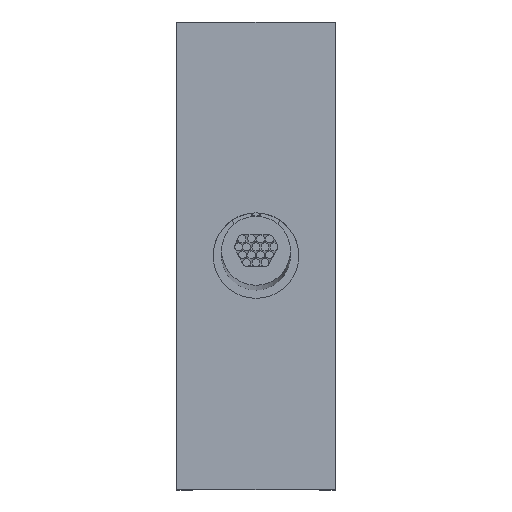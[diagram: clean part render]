
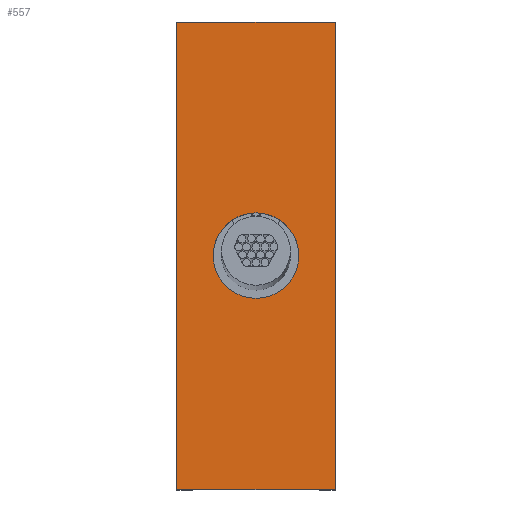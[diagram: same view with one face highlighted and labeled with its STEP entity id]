
A CAD part, top view. The second image highlights one B-rep face of the part: STEP entity #557.
In plain terms, the highlighted face is planar.
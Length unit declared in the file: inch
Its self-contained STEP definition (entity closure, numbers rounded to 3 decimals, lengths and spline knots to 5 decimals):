
#13=DIRECTION('',(0.,-1.,0.));
#14=VECTOR('',#13,0.59);
#15=CARTESIAN_POINT('',(0.,0.59,-0.1));
#16=LINE('',#15,#14);
#51=DIRECTION('',(0.,0.,1.));
#52=VECTOR('',#51,0.2);
#53=CARTESIAN_POINT('',(0.,0.,-0.1));
#54=LINE('',#53,#52);
#129=DIRECTION('',(0.,-1.,0.));
#130=VECTOR('',#129,0.59);
#131=CARTESIAN_POINT('',(0.,0.59,0.1));
#132=LINE('',#131,#130);
#171=DIRECTION('',(0.,0.,1.));
#172=VECTOR('',#171,0.2);
#173=CARTESIAN_POINT('',(0.,0.59,-0.1));
#174=LINE('',#173,#172);
#175=CARTESIAN_POINT('',(0.,0.295,0.));
#176=DIRECTION('',(-1.,0.,0.));
#177=DIRECTION('',(0.,0.,1.));
#178=AXIS2_PLACEMENT_3D('',#175,#176,#177);
#180=CARTESIAN_POINT('',(0.,0.295,0.));
#181=DIRECTION('',(-1.,0.,0.));
#182=DIRECTION('',(0.,0.,-1.));
#183=AXIS2_PLACEMENT_3D('',#180,#181,#182);
#274=CARTESIAN_POINT('',(0.,0.,-0.1));
#276=VERTEX_POINT('',#274);
#280=CARTESIAN_POINT('',(0.,0.59,-0.1));
#281=VERTEX_POINT('',#280);
#282=CARTESIAN_POINT('',(0.,0.,0.1));
#284=VERTEX_POINT('',#282);
#288=CARTESIAN_POINT('',(0.,0.59,0.1));
#289=VERTEX_POINT('',#288);
#318=CARTESIAN_POINT('',(0.,0.295,0.054));
#319=CARTESIAN_POINT('',(0.,0.295,-0.054));
#320=VERTEX_POINT('',#318);
#321=VERTEX_POINT('',#319);
#540=CARTESIAN_POINT('',(0.,0.59,-0.1));
#541=DIRECTION('',(-1.,0.,0.));
#542=DIRECTION('',(0.,-1.,0.));
#543=AXIS2_PLACEMENT_3D('',#540,#541,#542);
#544=PLANE('',#543);
#545=ORIENTED_EDGE('',*,*,#365,.F.);
#546=ORIENTED_EDGE('',*,*,#502,.T.);
#547=ORIENTED_EDGE('',*,*,#515,.T.);
#548=ORIENTED_EDGE('',*,*,#398,.F.);
#549=EDGE_LOOP('',(#545,#546,#547,#548));
#550=FACE_OUTER_BOUND('',#549,.F.);
#552=ORIENTED_EDGE('',*,*,#551,.T.);
#554=ORIENTED_EDGE('',*,*,#553,.T.);
#555=EDGE_LOOP('',(#552,#554));
#556=FACE_BOUND('',#555,.F.);
#557=ADVANCED_FACE('',(#550,#556),#544,.T.);
#179=CIRCLE('',#178,0.054);
#184=CIRCLE('',#183,0.054);
#365=EDGE_CURVE('',#281,#276,#16,.T.);
#398=EDGE_CURVE('',#276,#284,#54,.T.);
#502=EDGE_CURVE('',#281,#289,#174,.T.);
#515=EDGE_CURVE('',#289,#284,#132,.T.);
#551=EDGE_CURVE('',#320,#321,#179,.T.);
#553=EDGE_CURVE('',#321,#320,#184,.T.);
